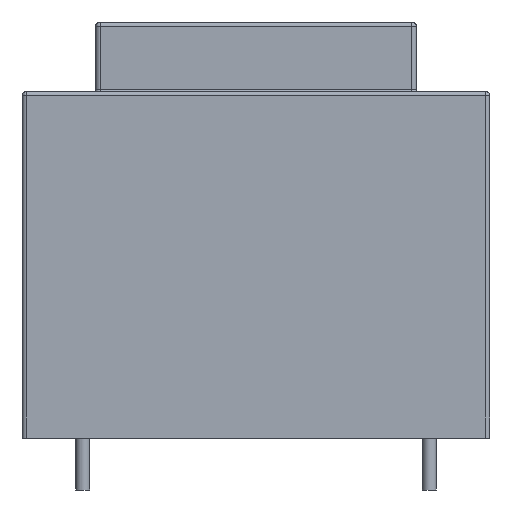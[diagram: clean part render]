
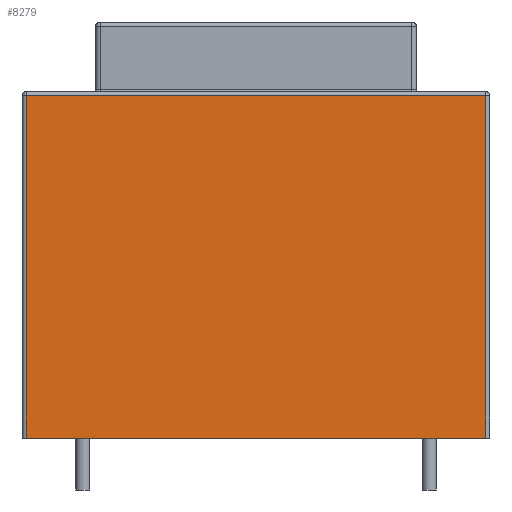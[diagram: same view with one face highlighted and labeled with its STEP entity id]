
A CAD part, left-side view. The second image highlights one B-rep face of the part: STEP entity #8279.
In plain terms, the highlighted planar face has unit normal (-1, 0, 0).
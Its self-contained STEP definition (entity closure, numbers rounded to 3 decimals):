
#7753 = CYLINDRICAL_SURFACE('',#7754,0.25);
#7754 = AXIS2_PLACEMENT_3D('',#7755,#7756,#7757);
#7755 = CARTESIAN_POINT('',(-15.75,13.5,19.76));
#7756 = DIRECTION('',(0.,-1.,0.));
#7757 = DIRECTION('',(0.,0.,1.));
#7883 = VERTEX_POINT('',#7884);
#7884 = CARTESIAN_POINT('',(-16.,13.25,19.76));
#7911 = EDGE_CURVE('',#7883,#7912,#7914,.T.);
#7912 = VERTEX_POINT('',#7913);
#7913 = CARTESIAN_POINT('',(-16.,-13.25,19.76));
#7914 = SURFACE_CURVE('',#7915,(#7919,#7926),.PCURVE_S1.);
#7915 = LINE('',#7916,#7917);
#7916 = CARTESIAN_POINT('',(-16.,13.5,19.76));
#7917 = VECTOR('',#7918,1.);
#7918 = DIRECTION('',(0.,-1.,0.));
#7919 = PCURVE('',#7753,#7920);
#7920 = DEFINITIONAL_REPRESENTATION('',(#7921),#7925);
#7921 = LINE('',#7922,#7923);
#7922 = CARTESIAN_POINT('',(1.571,0.));
#7923 = VECTOR('',#7924,1.);
#7924 = DIRECTION('',(0.,1.));
#7925 = ( GEOMETRIC_REPRESENTATION_CONTEXT(2) 
PARAMETRIC_REPRESENTATION_CONTEXT() REPRESENTATION_CONTEXT('2D SPACE',''
  ) );
#7926 = PCURVE('',#7927,#7932);
#7927 = PLANE('',#7928);
#7928 = AXIS2_PLACEMENT_3D('',#7929,#7930,#7931);
#7929 = CARTESIAN_POINT('',(-16.,13.5,0.01));
#7930 = DIRECTION('',(1.,0.,0.));
#7931 = DIRECTION('',(0.,-1.,0.));
#7932 = DEFINITIONAL_REPRESENTATION('',(#7933),#7937);
#7933 = LINE('',#7934,#7935);
#7934 = CARTESIAN_POINT('',(0.,-19.75));
#7935 = VECTOR('',#7936,1.);
#7936 = DIRECTION('',(1.,0.));
#7937 = ( GEOMETRIC_REPRESENTATION_CONTEXT(2) 
PARAMETRIC_REPRESENTATION_CONTEXT() REPRESENTATION_CONTEXT('2D SPACE',''
  ) );
#8132 = CYLINDRICAL_SURFACE('',#8133,0.25);
#8133 = AXIS2_PLACEMENT_3D('',#8134,#8135,#8136);
#8134 = CARTESIAN_POINT('',(-15.75,-13.25,0.01));
#8135 = DIRECTION('',(0.,0.,1.));
#8136 = DIRECTION('',(0.,-1.,0.));
#8195 = PLANE('',#8196);
#8196 = AXIS2_PLACEMENT_3D('',#8197,#8198,#8199);
#8197 = CARTESIAN_POINT('',(0.,0.,0.01));
#8198 = DIRECTION('',(0.,0.,1.));
#8199 = DIRECTION('',(1.,0.,0.));
#8268 = CYLINDRICAL_SURFACE('',#8269,0.25);
#8269 = AXIS2_PLACEMENT_3D('',#8270,#8271,#8272);
#8270 = CARTESIAN_POINT('',(-15.75,13.25,0.01));
#8271 = DIRECTION('',(0.,0.,1.));
#8272 = DIRECTION('',(-1.,0.,0.));
#8279 = ADVANCED_FACE('',(#8280),#7927,.F.);
#8280 = FACE_BOUND('',#8281,.F.);
#8281 = EDGE_LOOP('',(#8282,#8307,#8328,#8329));
#8282 = ORIENTED_EDGE('',*,*,#8283,.F.);
#8283 = EDGE_CURVE('',#8284,#8286,#8288,.T.);
#8284 = VERTEX_POINT('',#8285);
#8285 = CARTESIAN_POINT('',(-16.,13.25,0.01));
#8286 = VERTEX_POINT('',#8287);
#8287 = CARTESIAN_POINT('',(-16.,-13.25,0.01));
#8288 = SURFACE_CURVE('',#8289,(#8293,#8300),.PCURVE_S1.);
#8289 = LINE('',#8290,#8291);
#8290 = CARTESIAN_POINT('',(-16.,13.5,0.01));
#8291 = VECTOR('',#8292,1.);
#8292 = DIRECTION('',(0.,-1.,0.));
#8293 = PCURVE('',#7927,#8294);
#8294 = DEFINITIONAL_REPRESENTATION('',(#8295),#8299);
#8295 = LINE('',#8296,#8297);
#8296 = CARTESIAN_POINT('',(0.,0.));
#8297 = VECTOR('',#8298,1.);
#8298 = DIRECTION('',(1.,0.));
#8299 = ( GEOMETRIC_REPRESENTATION_CONTEXT(2) 
PARAMETRIC_REPRESENTATION_CONTEXT() REPRESENTATION_CONTEXT('2D SPACE',''
  ) );
#8300 = PCURVE('',#8195,#8301);
#8301 = DEFINITIONAL_REPRESENTATION('',(#8302),#8306);
#8302 = LINE('',#8303,#8304);
#8303 = CARTESIAN_POINT('',(-16.,13.5));
#8304 = VECTOR('',#8305,1.);
#8305 = DIRECTION('',(0.,-1.));
#8306 = ( GEOMETRIC_REPRESENTATION_CONTEXT(2) 
PARAMETRIC_REPRESENTATION_CONTEXT() REPRESENTATION_CONTEXT('2D SPACE',''
  ) );
#8307 = ORIENTED_EDGE('',*,*,#8308,.T.);
#8308 = EDGE_CURVE('',#8284,#7883,#8309,.T.);
#8309 = SURFACE_CURVE('',#8310,(#8314,#8321),.PCURVE_S1.);
#8310 = LINE('',#8311,#8312);
#8311 = CARTESIAN_POINT('',(-16.,13.25,0.01));
#8312 = VECTOR('',#8313,1.);
#8313 = DIRECTION('',(0.,0.,1.));
#8314 = PCURVE('',#7927,#8315);
#8315 = DEFINITIONAL_REPRESENTATION('',(#8316),#8320);
#8316 = LINE('',#8317,#8318);
#8317 = CARTESIAN_POINT('',(0.25,0.));
#8318 = VECTOR('',#8319,1.);
#8319 = DIRECTION('',(0.,-1.));
#8320 = ( GEOMETRIC_REPRESENTATION_CONTEXT(2) 
PARAMETRIC_REPRESENTATION_CONTEXT() REPRESENTATION_CONTEXT('2D SPACE',''
  ) );
#8321 = PCURVE('',#8268,#8322);
#8322 = DEFINITIONAL_REPRESENTATION('',(#8323),#8327);
#8323 = LINE('',#8324,#8325);
#8324 = CARTESIAN_POINT('',(0.,0.));
#8325 = VECTOR('',#8326,1.);
#8326 = DIRECTION('',(0.,1.));
#8327 = ( GEOMETRIC_REPRESENTATION_CONTEXT(2) 
PARAMETRIC_REPRESENTATION_CONTEXT() REPRESENTATION_CONTEXT('2D SPACE',''
  ) );
#8328 = ORIENTED_EDGE('',*,*,#7911,.T.);
#8329 = ORIENTED_EDGE('',*,*,#8330,.F.);
#8330 = EDGE_CURVE('',#8286,#7912,#8331,.T.);
#8331 = SURFACE_CURVE('',#8332,(#8336,#8343),.PCURVE_S1.);
#8332 = LINE('',#8333,#8334);
#8333 = CARTESIAN_POINT('',(-16.,-13.25,0.01));
#8334 = VECTOR('',#8335,1.);
#8335 = DIRECTION('',(0.,0.,1.));
#8336 = PCURVE('',#7927,#8337);
#8337 = DEFINITIONAL_REPRESENTATION('',(#8338),#8342);
#8338 = LINE('',#8339,#8340);
#8339 = CARTESIAN_POINT('',(26.75,0.));
#8340 = VECTOR('',#8341,1.);
#8341 = DIRECTION('',(0.,-1.));
#8342 = ( GEOMETRIC_REPRESENTATION_CONTEXT(2) 
PARAMETRIC_REPRESENTATION_CONTEXT() REPRESENTATION_CONTEXT('2D SPACE',''
  ) );
#8343 = PCURVE('',#8132,#8344);
#8344 = DEFINITIONAL_REPRESENTATION('',(#8345),#8349);
#8345 = LINE('',#8346,#8347);
#8346 = CARTESIAN_POINT('',(-1.571,0.));
#8347 = VECTOR('',#8348,1.);
#8348 = DIRECTION('',(0.,1.));
#8349 = ( GEOMETRIC_REPRESENTATION_CONTEXT(2) 
PARAMETRIC_REPRESENTATION_CONTEXT() REPRESENTATION_CONTEXT('2D SPACE',''
  ) );
